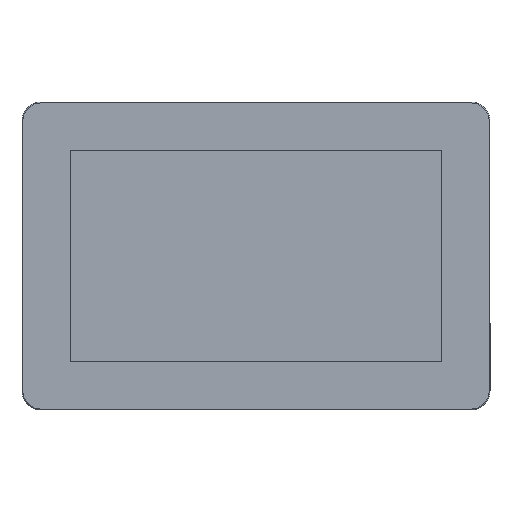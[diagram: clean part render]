
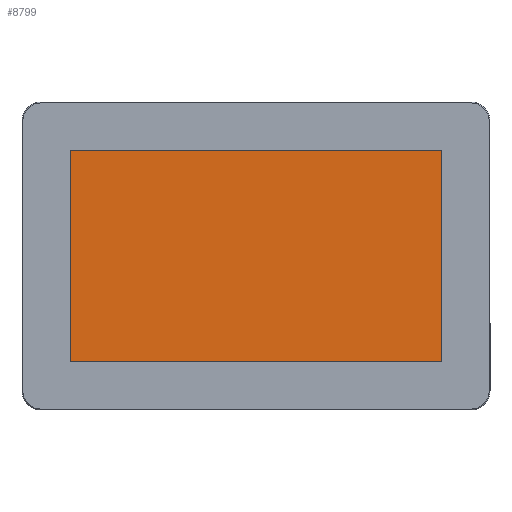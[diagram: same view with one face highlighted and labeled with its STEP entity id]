
A CAD part, top view. The second image highlights one B-rep face of the part: STEP entity #8799.
In plain terms, the highlighted planar face has unit normal (0, 0, 1).
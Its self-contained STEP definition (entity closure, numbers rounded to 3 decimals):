
#587=PLANE('',#9573);
#1010=FACE_OUTER_BOUND('',#1471,.T.);
#1471=EDGE_LOOP('',(#7484,#7485,#7486,#7487));
#2337=LINE('',#13673,#3454);
#2341=LINE('',#13681,#3458);
#2344=LINE('',#13687,#3461);
#2347=LINE('',#13692,#3464);
#3454=VECTOR('',#11186,10.);
#3458=VECTOR('',#11192,10.);
#3461=VECTOR('',#11197,10.);
#3464=VECTOR('',#11202,10.);
#4391=VERTEX_POINT('',#13671);
#4392=VERTEX_POINT('',#13672);
#4395=VERTEX_POINT('',#13680);
#4397=VERTEX_POINT('',#13686);
#5467=EDGE_CURVE('',#4391,#4392,#2337,.T.);
#5471=EDGE_CURVE('',#4395,#4391,#2341,.T.);
#5474=EDGE_CURVE('',#4397,#4395,#2344,.T.);
#5477=EDGE_CURVE('',#4392,#4397,#2347,.T.);
#7484=ORIENTED_EDGE('',*,*,#5477,.F.);
#7485=ORIENTED_EDGE('',*,*,#5467,.F.);
#7486=ORIENTED_EDGE('',*,*,#5471,.F.);
#7487=ORIENTED_EDGE('',*,*,#5474,.F.);
#8799=ADVANCED_FACE('',(#1010),#587,.T.);
#9573=AXIS2_PLACEMENT_3D('',#13695,#11206,#11207);
#11186=DIRECTION('',(0.,1.,0.));
#11192=DIRECTION('',(-1.,0.,0.));
#11197=DIRECTION('',(0.,-1.,0.));
#11202=DIRECTION('',(1.,0.,0.));
#11206=DIRECTION('center_axis',(0.,0.,1.));
#11207=DIRECTION('ref_axis',(1.,0.,0.));
#13671=CARTESIAN_POINT('',(-47.82,-27.23,1.1));
#13672=CARTESIAN_POINT('',(-47.82,27.23,1.1));
#13673=CARTESIAN_POINT('',(-47.82,-27.23,1.1));
#13680=CARTESIAN_POINT('',(47.82,-27.23,1.1));
#13681=CARTESIAN_POINT('',(47.82,-27.23,1.1));
#13686=CARTESIAN_POINT('',(47.82,27.23,1.1));
#13687=CARTESIAN_POINT('',(47.82,27.23,1.1));
#13692=CARTESIAN_POINT('',(-47.82,27.23,1.1));
#13695=CARTESIAN_POINT('Origin',(0.,0.,
1.1));
